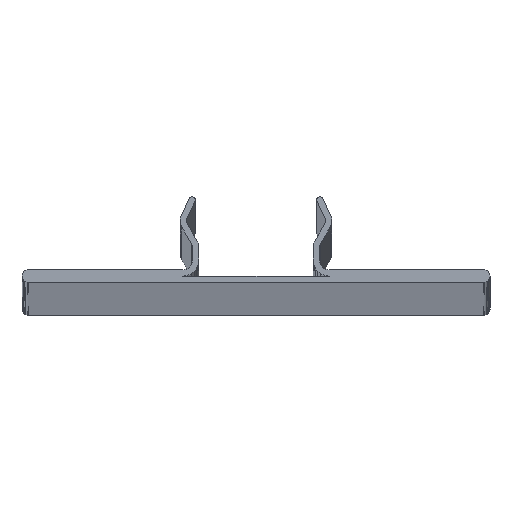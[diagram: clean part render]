
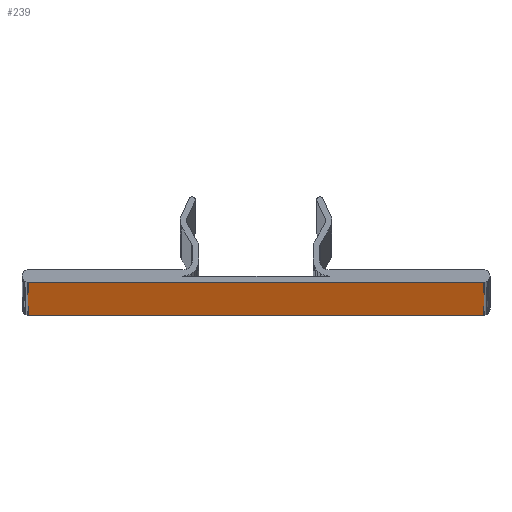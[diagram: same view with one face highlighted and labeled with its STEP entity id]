
A CAD part, top view. The second image highlights one B-rep face of the part: STEP entity #239.
In plain terms, the highlighted planar face has unit normal (0, -1, 0).
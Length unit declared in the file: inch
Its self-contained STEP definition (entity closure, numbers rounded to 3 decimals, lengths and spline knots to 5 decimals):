
#239=ADVANCED_FACE('',(#582),#583,.T.);
#582=FACE_OUTER_BOUND('',#1027,.T.);
#583=PLANE('',#1028);
#1027=EDGE_LOOP('',(#1632,#1633,#1634,#1635));
#1028=AXIS2_PLACEMENT_3D('',#1636,#1637,#1638);
#1632=ORIENTED_EDGE('',*,*,#2977,.T.);
#1633=ORIENTED_EDGE('',*,*,#2978,.F.);
#1634=ORIENTED_EDGE('',*,*,#2979,.T.);
#1635=ORIENTED_EDGE('',*,*,#2980,.T.);
#1636=CARTESIAN_POINT('',(1.41793,-0.105,0.0));
#1637=DIRECTION('',(0.0,-1.0,0.0));
#1638=DIRECTION('',(1.0,0.0,0.0));
#2977=EDGE_CURVE('',#3678,#3679,#3680,.T.);
#2978=EDGE_CURVE('',#3681,#3679,#3682,.T.);
#2979=EDGE_CURVE('',#3681,#3683,#3684,.T.);
#2980=EDGE_CURVE('',#3683,#3678,#3685,.T.);
#3678=VERTEX_POINT('',#4672);
#3679=VERTEX_POINT('',#4673);
#3680=LINE('',#4674,#4675);
#3681=VERTEX_POINT('',#4676);
#3682=LINE('',#4677,#4678);
#3683=VERTEX_POINT('',#4679);
#3684=LINE('',#4680,#4681);
#3685=LINE('',#4682,#4683);
#4672=CARTESIAN_POINT('',(2.86711,-0.105,120.0));
#4673=CARTESIAN_POINT('',(-0.03125,-0.105,120.0));
#4674=CARTESIAN_POINT('',(-0.03125,-0.105,120.0));
#4675=VECTOR('',#5687,1.0);
#4676=CARTESIAN_POINT('',(-0.03125,-0.105,0.0));
#4677=CARTESIAN_POINT('',(-0.03125,-0.105,0.0));
#4678=VECTOR('',#5688,1.0);
#4679=CARTESIAN_POINT('',(2.86711,-0.105,0.0));
#4680=CARTESIAN_POINT('',(-0.03125,-0.105,0.0));
#4681=VECTOR('',#5689,1.0);
#4682=CARTESIAN_POINT('',(2.86711,-0.105,0.0));
#4683=VECTOR('',#5690,1.0);
#5687=DIRECTION('',(-1.0,-0.0,-0.0));
#5688=DIRECTION('',(0.0,0.0,1.0));
#5689=DIRECTION('',(1.0,0.0,0.0));
#5690=DIRECTION('',(0.0,0.0,1.0));
